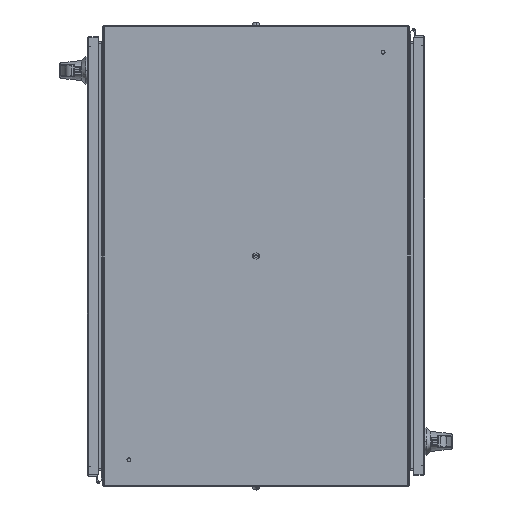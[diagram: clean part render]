
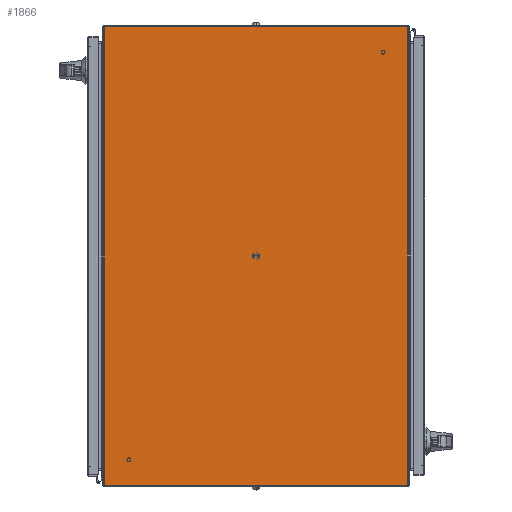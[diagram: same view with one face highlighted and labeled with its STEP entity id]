
A CAD part, front view. The second image highlights one B-rep face of the part: STEP entity #1866.
In plain terms, the highlighted face is planar.
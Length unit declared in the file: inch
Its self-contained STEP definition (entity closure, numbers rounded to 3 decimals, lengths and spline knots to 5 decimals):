
#1866 = ADVANCED_FACE ( 'NONE', ( #168252 ), #91425, .F. ) ;
#24512 = CARTESIAN_POINT ( 'NONE',  ( -17.935, -11.887, 0. ) ) ;
#28851 = ORIENTED_EDGE ( 'NONE', *, *, #86240, .F. ) ;
#32779 = CARTESIAN_POINT ( 'NONE',  ( -17.935, 12.03, 0. ) ) ;
#33505 = EDGE_CURVE ( 'NONE', #50858, #66850, #142414, .T. ) ;
#36168 = CARTESIAN_POINT ( 'NONE',  ( -17.935, 11.887, 0. ) ) ;
#42018 = CARTESIAN_POINT ( 'NONE',  ( 17.935, -11.887, 0. ) ) ;
#45192 = DIRECTION ( 'NONE',  ( 0., 1., 0. ) ) ;
#45875 = CARTESIAN_POINT ( 'NONE',  ( 17.935, 12.03, 0. ) ) ;
#46970 = VERTEX_POINT ( 'NONE', #36168 ) ;
#47955 = EDGE_CURVE ( 'NONE', #66850, #46970, #188164, .T. ) ;
#50858 = VERTEX_POINT ( 'NONE', #42018 ) ;
#57143 = VECTOR ( 'NONE', #67140, 39.37008 ) ;
#66850 = VERTEX_POINT ( 'NONE', #152221 ) ;
#67140 = DIRECTION ( 'NONE',  ( 0., -1., 0. ) ) ;
#76260 = DIRECTION ( 'NONE',  ( 0., 0., 1. ) ) ;
#83268 = CARTESIAN_POINT ( 'NONE',  ( 17.935, 11.887, 0. ) ) ;
#86240 = EDGE_CURVE ( 'NONE', #46970, #199133, #181011, .T. ) ;
#91425 = PLANE ( 'NONE',  #96248 ) ;
#96248 = AXIS2_PLACEMENT_3D ( 'NONE', #137148, #76260, #113533 ) ;
#101419 = DIRECTION ( 'NONE',  ( 1., 0., 0. ) ) ;
#102106 = CARTESIAN_POINT ( 'NONE',  ( 17.935, -11.887, 0. ) ) ;
#107326 = LINE ( 'NONE', #102106, #194127 ) ;
#107657 = VECTOR ( 'NONE', #45192, 39.37008 ) ;
#109860 = ORIENTED_EDGE ( 'NONE', *, *, #145160, .F. ) ;
#113533 = DIRECTION ( 'NONE',  ( 1., 0., 0. ) ) ;
#136580 = EDGE_LOOP ( 'NONE', ( #181498, #158019, #109860, #28851 ) ) ;
#137148 = CARTESIAN_POINT ( 'NONE',  ( 17.935, 12.03, 0. ) ) ;
#142414 = LINE ( 'NONE', #45875, #107657 ) ;
#145160 = EDGE_CURVE ( 'NONE', #199133, #50858, #107326, .T. ) ;
#145959 = VECTOR ( 'NONE', #148354, 39.37008 ) ;
#148354 = DIRECTION ( 'NONE',  ( -1., 0., 0. ) ) ;
#152221 = CARTESIAN_POINT ( 'NONE',  ( 17.935, 11.887, 0. ) ) ;
#158019 = ORIENTED_EDGE ( 'NONE', *, *, #33505, .F. ) ;
#168252 = FACE_OUTER_BOUND ( 'NONE', #136580, .T. ) ;
#181011 = LINE ( 'NONE', #32779, #57143 ) ;
#181498 = ORIENTED_EDGE ( 'NONE', *, *, #47955, .F. ) ;
#188164 = LINE ( 'NONE', #83268, #145959 ) ;
#194127 = VECTOR ( 'NONE', #101419, 39.37008 ) ;
#199133 = VERTEX_POINT ( 'NONE', #24512 ) ;
